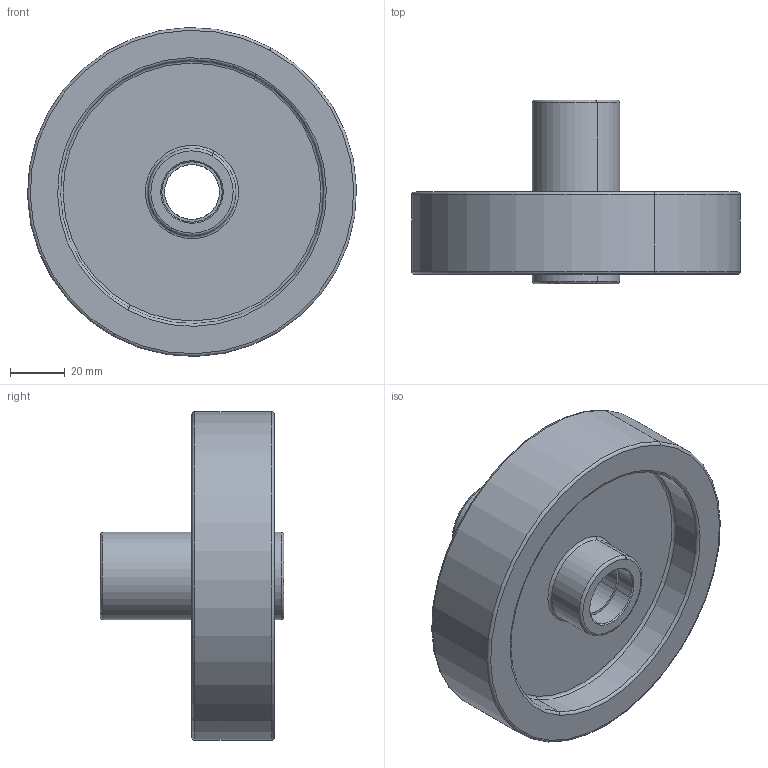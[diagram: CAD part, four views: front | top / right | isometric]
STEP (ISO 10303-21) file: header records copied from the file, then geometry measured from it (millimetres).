
FILE_DESCRIPTION(('CATIA V5 STEP Exchange'),'2;1');
FILE_NAME('ROUE-REV2_commercial.stp','2018-06-11T13:05:23+00:00',('none'),('none'),'CATIA Version 5 Release 20 GA (IN-10)','CATIA V5 STEP AP203','none');
FILE_SCHEMA(('CONFIG_CONTROL_DESIGN'));
Length unit declared in the file: millimetre
Products named in the file (1): ROUE-REV2_commercial
Bounding box: 119.97 x 67 x 119.97 mm (x, y, z)
Volume: 186001.6 mm3; surface area: 50329.5 mm2
Topology: 1 solids, 1 shells, 48 faces, 98 edges, 58 vertices
Faces by surface type: torus 20, cylinder 16, plane 8, cone 4
Entity records: 1202 total; most frequent: ORIENTED_EDGE 196, CARTESIAN_POINT 195, DIRECTION 174, AXIS2_PLACEMENT_3D 117, EDGE_CURVE 98, CIRCLE 78, VERTEX_POINT 58, EDGE_LOOP 56
